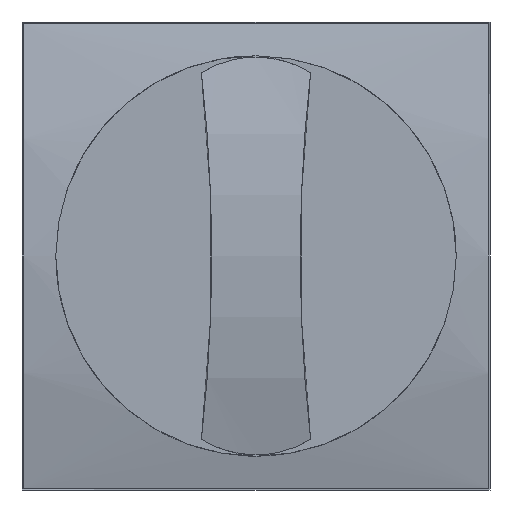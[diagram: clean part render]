
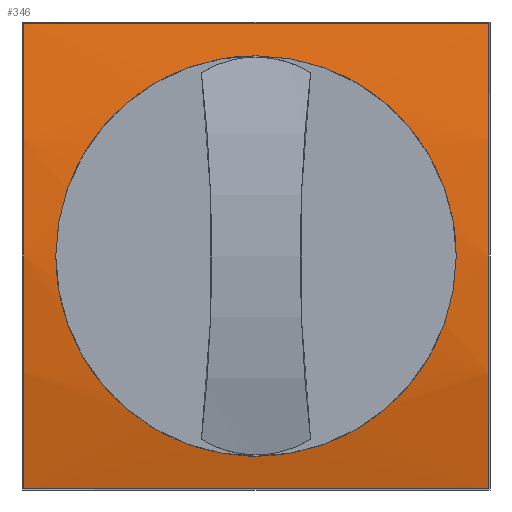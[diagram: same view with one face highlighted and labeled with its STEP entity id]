
A CAD part, front view. The second image highlights one B-rep face of the part: STEP entity #346.
In plain terms, the highlighted cylindrical face has radius 35.703 mm (diameter 71.405 mm), a partial arc.
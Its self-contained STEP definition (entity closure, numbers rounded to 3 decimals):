
#220=CARTESIAN_POINT('POINT15',(7.7,-10.2,
   0.));
#221=VERTEX_POINT('VERTEX15',#220);
#229=CARTESIAN_POINT('POINT16',(-7.7,-10.2,
   0.));
#230=VERTEX_POINT('VERTEX16',#229);
#237=B_SPLINE_CURVE_WITH_KNOTS('SPLINE_CRV9',3,(#238,#239,#240,#241,#242
   ,#243,#244,#245,#246,#247,#248,#249,#250,#251,#252,#253,#254,#255),
   .UNSPECIFIED.,.F.,.F.,(4,2,2,2,2,2,2,2,4),(0.458,
   0.573,0.687,0.802,
   0.917,1.031,1.146,
   1.26,1.375),.UNSPECIFIED.);
#238=CARTESIAN_POINT('',(7.7,-10.2,0.));
#239=CARTESIAN_POINT('',(7.7,-10.2,-0.97));
#240=CARTESIAN_POINT('',(7.506,-10.156,
   -2.003));
#241=CARTESIAN_POINT('',(6.719,-9.999,
   -3.899));
#242=CARTESIAN_POINT('',(6.127,-9.888,
   -4.763));
#243=CARTESIAN_POINT('',(4.763,-9.677,
   -6.127));
#244=CARTESIAN_POINT('',(3.899,-9.564,
   -6.719));
#245=CARTESIAN_POINT('',(2.003,-9.404,
   -7.505));
#246=CARTESIAN_POINT('',(0.97,-9.36,
   -7.7));
#247=CARTESIAN_POINT('',(-0.97,-9.36,
   -7.7));
#248=CARTESIAN_POINT('',(-2.003,-9.404,
   -7.505));
#249=CARTESIAN_POINT('',(-3.899,-9.564,
   -6.719));
#250=CARTESIAN_POINT('',(-4.763,-9.677,
   -6.127));
#251=CARTESIAN_POINT('',(-6.127,-9.888,
   -4.763));
#252=CARTESIAN_POINT('',(-6.719,-9.999,
   -3.899));
#253=CARTESIAN_POINT('',(-7.506,-10.156,
   -2.003));
#254=CARTESIAN_POINT('',(-7.7,-10.2,-0.97));
#255=CARTESIAN_POINT('',(-7.7,-10.2,0.));
#256=EDGE_CURVE('EDGE21',#221,#230,#237,.T.);
#267=CARTESIAN_POINT('POINT17',(0.,-9.36,7.7
   ));
#268=VERTEX_POINT('VERTEX17',#267);
#269=B_SPLINE_CURVE_WITH_KNOTS('SPLINE_CRV10',3,(#270,#271,#272,#273,
   #274,#275,#276,#277,#278,#279),.UNSPECIFIED.,.F.,.F.,(4,2,2,2,4),(
   0.,0.115,0.229,
   0.344,0.458),.UNSPECIFIED.);
#270=CARTESIAN_POINT('',(0.,-9.36,7.7));
#271=CARTESIAN_POINT('',(0.97,-9.36,
   7.7));
#272=CARTESIAN_POINT('',(2.003,-9.404,
   7.505));
#273=CARTESIAN_POINT('',(3.899,-9.564,
   6.719));
#274=CARTESIAN_POINT('',(4.763,-9.677,
   6.127));
#275=CARTESIAN_POINT('',(6.127,-9.888,
   4.763));
#276=CARTESIAN_POINT('',(6.719,-9.999,
   3.899));
#277=CARTESIAN_POINT('',(7.506,-10.156,
   2.003));
#278=CARTESIAN_POINT('',(7.7,-10.2,0.97));
#279=CARTESIAN_POINT('',(7.7,-10.2,0.));
#280=EDGE_CURVE('EDGE22',#268,#221,#269,.T.);
#282=B_SPLINE_CURVE_WITH_KNOTS('SPLINE_CRV11',3,(#283,#284,#285,#286,
   #287,#288,#289,#290,#291,#292),.UNSPECIFIED.,.F.,.F.,(4,2,2,2,4),(
   1.375,1.49,1.604,
   1.719,1.833),.UNSPECIFIED.);
#283=CARTESIAN_POINT('',(-7.7,-10.2,0.));
#284=CARTESIAN_POINT('',(-7.7,-10.2,0.97));
#285=CARTESIAN_POINT('',(-7.506,-10.156,
   2.003));
#286=CARTESIAN_POINT('',(-6.719,-9.999,
   3.899));
#287=CARTESIAN_POINT('',(-6.127,-9.888,
   4.763));
#288=CARTESIAN_POINT('',(-4.763,-9.677,
   6.127));
#289=CARTESIAN_POINT('',(-3.899,-9.564,
   6.719));
#290=CARTESIAN_POINT('',(-2.003,-9.404,
   7.505));
#291=CARTESIAN_POINT('',(-0.97,-9.36,
   7.7));
#292=CARTESIAN_POINT('',(0.,-9.36,7.7));
#293=EDGE_CURVE('EDGE23',#230,#268,#282,.T.);
#300=ORIENTED_EDGE('COEDGE44',*,*,#280,.T.);
#301=ORIENTED_EDGE('COEDGE45',*,*,#256,.T.);
#302=ORIENTED_EDGE('COEDGE46',*,*,#293,.T.);
#303=EDGE_LOOP('NONE',(#300,#301,#302));
#304=FACE_BOUND('LOOP1',#303,.T.);
#305=CARTESIAN_POINT('POINT18',(-8.95,-9.06,
   8.95));
#306=VERTEX_POINT('VERTEX18',#305);
#307=CARTESIAN_POINT('POINT19',(-8.95,-9.06,-8.95));
#308=VERTEX_POINT('VERTEX19',#307);
#309=CARTESIAN_POINT('POS19',(-8.95,25.503,
   0.));
#310=DIRECTION('DIR31',(1.,0.,
   0.));
#311=DIRECTION('DIR32',(0.,-0.968,
   -0.251));
#312=AXIS2_PLACEMENT_3D('AXIS13',#309,#310,#311);
#313=CIRCLE('ELLIPSE6',#312,35.703);
#314=EDGE_CURVE('EDGE24',#306,#308,#313,.T.);
#315=ORIENTED_EDGE('COEDGE47',*,*,#314,.T.);
#316=CARTESIAN_POINT('POINT20',(8.95,-9.06,-8.95));
#317=VERTEX_POINT('VERTEX20',#316);
#318=CARTESIAN_POINT('POS20',(8.95,-9.06,-8.95));
#319=DIRECTION('DIR33',(-1.,0.,
   0.));
#320=VECTOR('VEC7',#319,25.4);
#321=LINE('STRAIGHT7',#318,#320);
#322=EDGE_CURVE('EDGE25',#317,#308,#321,.T.);
#323=ORIENTED_EDGE('COEDGE48',*,*,#322,.F.);
#324=CARTESIAN_POINT('POINT21',(8.95,-9.06,
   8.95));
#325=VERTEX_POINT('VERTEX21',#324);
#326=CARTESIAN_POINT('POS21',(8.95,25.503,
   0.));
#327=DIRECTION('DIR34',(-1.,0.,
   0.));
#328=DIRECTION('DIR35',(0.,-0.968,
   -0.251));
#329=AXIS2_PLACEMENT_3D('AXIS14',#326,#327,#328);
#330=CIRCLE('ELLIPSE7',#329,35.703);
#331=EDGE_CURVE('EDGE26',#317,#325,#330,.T.);
#332=ORIENTED_EDGE('COEDGE49',*,*,#331,.T.);
#333=CARTESIAN_POINT('POS22',(8.95,-9.06,
   8.95));
#334=DIRECTION('DIR36',(-1.,0.,
   0.));
#335=VECTOR('VEC8',#334,25.4);
#336=LINE('STRAIGHT8',#333,#335);
#337=EDGE_CURVE('EDGE27',#325,#306,#336,.T.);
#338=ORIENTED_EDGE('COEDGE50',*,*,#337,.T.);
#339=EDGE_LOOP('NONE',(#315,#323,#332,#338));
#340=FACE_BOUND('LOOP1',#339,.T.);
#341=CARTESIAN_POINT('POS23',(8.95,25.503,
   0.));
#342=DIRECTION('DIR37',(-1.,0.,
   0.));
#343=DIRECTION('DIR38',(0.,-0.968,
   -0.251));
#344=AXIS2_PLACEMENT_3D('AXIS15',#341,#342,#343);
#345=CYLINDRICAL_SURFACE('CONE_SURF7',#344,35.703);
#346=ADVANCED_FACE('FACE9',(#304,#340),#345,.T.);
